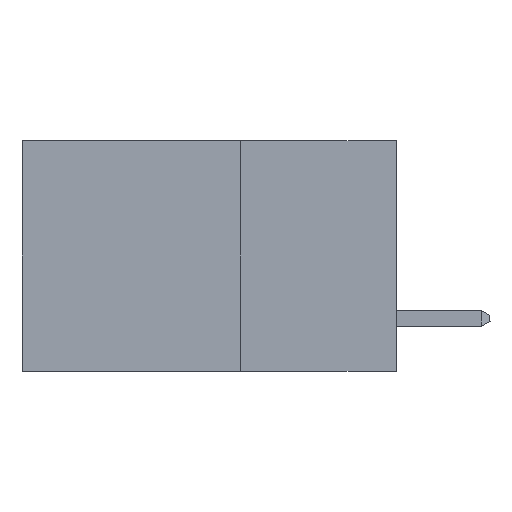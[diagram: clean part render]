
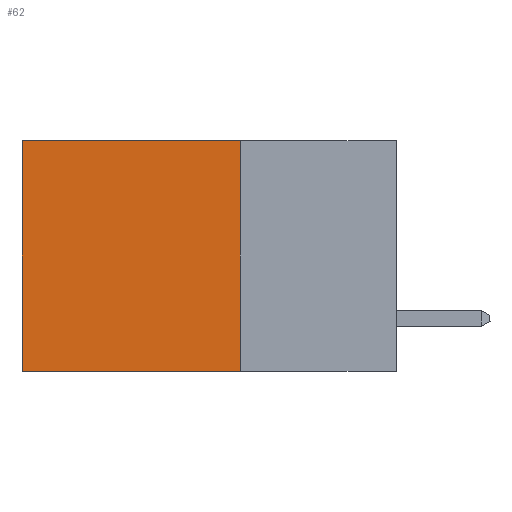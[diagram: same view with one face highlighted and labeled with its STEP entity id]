
A CAD part, left-side view. The second image highlights one B-rep face of the part: STEP entity #62.
In plain terms, the highlighted planar face has unit normal (-1, 0, 0).
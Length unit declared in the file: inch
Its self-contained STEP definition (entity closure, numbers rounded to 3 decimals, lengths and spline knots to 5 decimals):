
#62 = ADVANCED_FACE ( 'NONE', ( #8380 ), #8199, .F. ) ;
#502 = VERTEX_POINT ( 'NONE', #7960 ) ;
#993 = LINE ( 'NONE', #9875, #4724 ) ;
#1611 = LINE ( 'NONE', #9873, #2713 ) ;
#2308 = DIRECTION ( 'NONE',  ( 0., 0., -1. ) ) ;
#2470 = LINE ( 'NONE', #7146, #4314 ) ;
#2713 = VECTOR ( 'NONE', #3882, 39.37008 ) ;
#2957 = ORIENTED_EDGE ( 'NONE', *, *, #4929, .F. ) ;
#3600 = CARTESIAN_POINT ( 'NONE',  ( 0.298, 0.25, -0.37 ) ) ;
#3836 = DIRECTION ( 'NONE',  ( 0., 0., -1. ) ) ;
#3882 = DIRECTION ( 'NONE',  ( 0., 0., -1. ) ) ;
#4314 = VECTOR ( 'NONE', #8401, 39.37008 ) ;
#4724 = VECTOR ( 'NONE', #12741, 39.37008 ) ;
#4929 = EDGE_CURVE ( 'NONE', #11742, #12276, #2470, .T. ) ;
#5142 = EDGE_LOOP ( 'NONE', ( #12644, #2957, #8511, #6870 ) ) ;
#5216 = CARTESIAN_POINT ( 'NONE',  ( 0.298, 0.25, 0. ) ) ;
#5596 = CARTESIAN_POINT ( 'NONE',  ( 0.298, 0.6, -0.37 ) ) ;
#6363 = EDGE_CURVE ( 'NONE', #12299, #12276, #11572, .T. ) ;
#6870 = ORIENTED_EDGE ( 'NONE', *, *, #10176, .T. ) ;
#7146 = CARTESIAN_POINT ( 'NONE',  ( 0.298, 0.25, -0.37 ) ) ;
#7797 = CARTESIAN_POINT ( 'NONE',  ( 0.298, 0.6, 0. ) ) ;
#7960 = CARTESIAN_POINT ( 'NONE',  ( 0.298, 0.25, 0. ) ) ;
#8199 = PLANE ( 'NONE',  #10932 ) ;
#8380 = FACE_OUTER_BOUND ( 'NONE', #5142, .T. ) ;
#8401 = DIRECTION ( 'NONE',  ( 0., 1., 0. ) ) ;
#8511 = ORIENTED_EDGE ( 'NONE', *, *, #10897, .F. ) ;
#8937 = VECTOR ( 'NONE', #3836, 39.37008 ) ;
#9873 = CARTESIAN_POINT ( 'NONE',  ( 0.298, 0.25, 0. ) ) ;
#9875 = CARTESIAN_POINT ( 'NONE',  ( 0.298, 0.25, 0. ) ) ;
#10176 = EDGE_CURVE ( 'NONE', #502, #12299, #993, .T. ) ;
#10897 = EDGE_CURVE ( 'NONE', #502, #11742, #1611, .T. ) ;
#10932 = AXIS2_PLACEMENT_3D ( 'NONE', #5216, #12252, #2308 ) ;
#11572 = LINE ( 'NONE', #7797, #8937 ) ;
#11742 = VERTEX_POINT ( 'NONE', #3600 ) ;
#12252 = DIRECTION ( 'NONE',  ( 1., 0., 0. ) ) ;
#12276 = VERTEX_POINT ( 'NONE', #5596 ) ;
#12299 = VERTEX_POINT ( 'NONE', #12645 ) ;
#12644 = ORIENTED_EDGE ( 'NONE', *, *, #6363, .T. ) ;
#12645 = CARTESIAN_POINT ( 'NONE',  ( 0.298, 0.6, 0. ) ) ;
#12741 = DIRECTION ( 'NONE',  ( 0., 1., 0. ) ) ;
